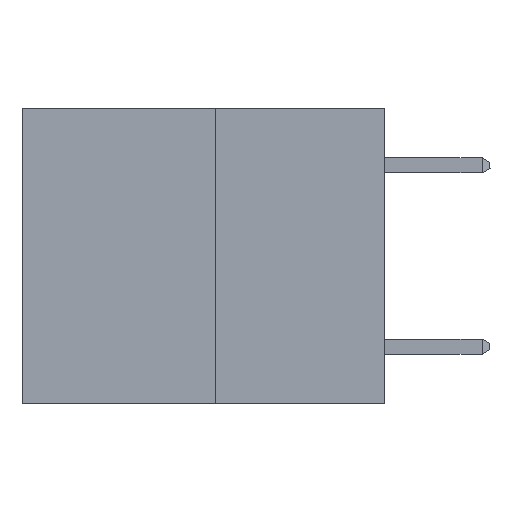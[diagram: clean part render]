
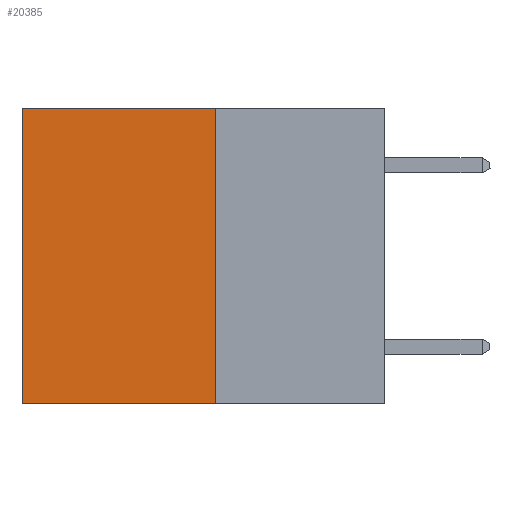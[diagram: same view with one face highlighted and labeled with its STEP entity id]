
A CAD part, left-side view. The second image highlights one B-rep face of the part: STEP entity #20385.
In plain terms, the highlighted planar face has unit normal (-1, 0, 0).
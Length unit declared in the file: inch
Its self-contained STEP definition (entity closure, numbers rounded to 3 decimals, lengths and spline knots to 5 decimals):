
#573 = EDGE_LOOP ( 'NONE', ( #16786, #18020, #3345, #2126 ) ) ;
#1616 = VECTOR ( 'NONE', #17203, 39.37008 ) ;
#2126 = ORIENTED_EDGE ( 'NONE', *, *, #20813, .T. ) ;
#3345 = ORIENTED_EDGE ( 'NONE', *, *, #22271, .F. ) ;
#3887 = CARTESIAN_POINT ( 'NONE',  ( 0.3165, 0.28, -0.49 ) ) ;
#4183 = VECTOR ( 'NONE', #6148, 39.37008 ) ;
#5366 = CARTESIAN_POINT ( 'NONE',  ( 0.3165, 0.6, -0.49 ) ) ;
#5601 = VERTEX_POINT ( 'NONE', #5366 ) ;
#5679 = DIRECTION ( 'NONE',  ( 0., 1., 0. ) ) ;
#5834 = CARTESIAN_POINT ( 'NONE',  ( 0.3165, 0.28, 0. ) ) ;
#6064 = VERTEX_POINT ( 'NONE', #14299 ) ;
#6148 = DIRECTION ( 'NONE',  ( 0., 0., -1. ) ) ;
#6518 = VERTEX_POINT ( 'NONE', #7326 ) ;
#7326 = CARTESIAN_POINT ( 'NONE',  ( 0.3165, 0.28, 0. ) ) ;
#7722 = CARTESIAN_POINT ( 'NONE',  ( 0.3165, 0.28, -0.49 ) ) ;
#7922 = LINE ( 'NONE', #20187, #4183 ) ;
#8111 = DIRECTION ( 'NONE',  ( 0., 0., -1. ) ) ;
#9961 = LINE ( 'NONE', #5834, #13521 ) ;
#11033 = AXIS2_PLACEMENT_3D ( 'NONE', #7722, #18625, #8111 ) ;
#11525 = PLANE ( 'NONE',  #11033 ) ;
#11710 = CARTESIAN_POINT ( 'NONE',  ( 0.3165, 0.6, 0. ) ) ;
#13521 = VECTOR ( 'NONE', #5679, 39.37008 ) ;
#14299 = CARTESIAN_POINT ( 'NONE',  ( 0.3165, 0.28, -0.49 ) ) ;
#14540 = LINE ( 'NONE', #3887, #20292 ) ;
#14659 = DIRECTION ( 'NONE',  ( 0., 1., 0. ) ) ;
#14861 = FACE_OUTER_BOUND ( 'NONE', #573, .T. ) ;
#14880 = LINE ( 'NONE', #19124, #1616 ) ;
#15039 = EDGE_CURVE ( 'NONE', #18269, #5601, #14880, .T. ) ;
#16786 = ORIENTED_EDGE ( 'NONE', *, *, #15039, .T. ) ;
#17203 = DIRECTION ( 'NONE',  ( 0., 0., -1. ) ) ;
#18020 = ORIENTED_EDGE ( 'NONE', *, *, #21272, .F. ) ;
#18269 = VERTEX_POINT ( 'NONE', #11710 ) ;
#18625 = DIRECTION ( 'NONE',  ( 1., 0., 0. ) ) ;
#19124 = CARTESIAN_POINT ( 'NONE',  ( 0.3165, 0.6, -0.49 ) ) ;
#20187 = CARTESIAN_POINT ( 'NONE',  ( 0.3165, 0.28, -0.49 ) ) ;
#20292 = VECTOR ( 'NONE', #14659, 39.37008 ) ;
#20385 = ADVANCED_FACE ( 'NONE', ( #14861 ), #11525, .F. ) ;
#20813 = EDGE_CURVE ( 'NONE', #6518, #18269, #9961, .T. ) ;
#21272 = EDGE_CURVE ( 'NONE', #6064, #5601, #14540, .T. ) ;
#22271 = EDGE_CURVE ( 'NONE', #6518, #6064, #7922, .T. ) ;
